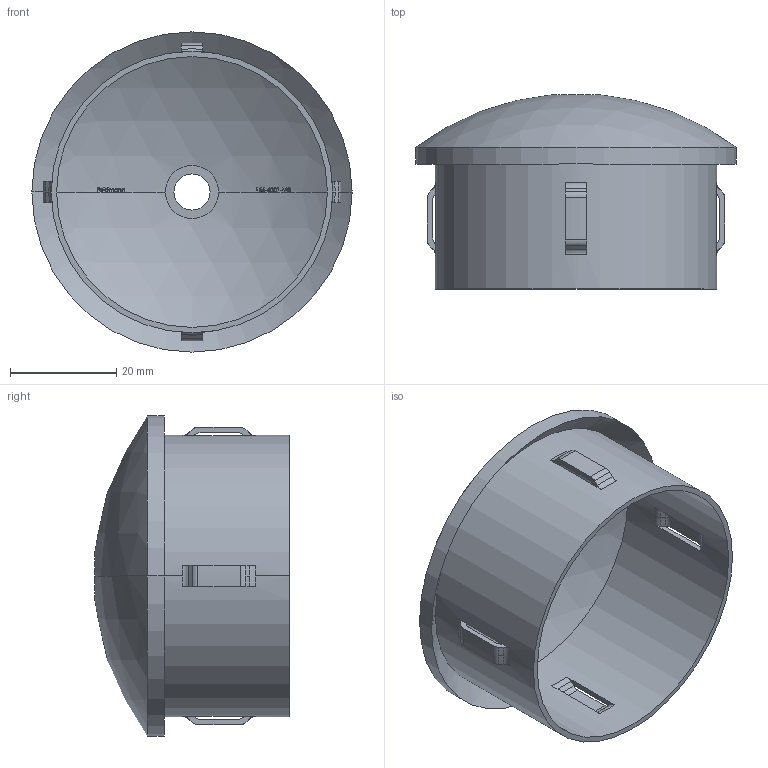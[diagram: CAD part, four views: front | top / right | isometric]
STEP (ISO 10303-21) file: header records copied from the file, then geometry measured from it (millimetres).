
FILE_DESCRIPTION (( 'STEP AP203' ), '1' );
FILE_NAME ('166-6001-M8.step', '2019-09-13T12:01:53', ( '' ), ( '' ), 'SwSTEP 2.0', 'SolidWorks 2015', '' );
FILE_SCHEMA (( 'CONFIG_CONTROL_DESIGN' ));
Length unit declared in the file: millimetre
Products named in the file (1): 166-6001-M8
Bounding box: 60.3 x 36.61 x 60.3 mm (x, y, z)
Volume: 12373.6 mm3; surface area: 15981 mm2
Topology: 1 solids, 1 shells, 358 faces, 998 edges, 642 vertices
Faces by surface type: plane 114, bspline 110, sphere 52, torus 40, cone 22, cylinder 20
Entity records: 16415 total; most frequent: CARTESIAN_POINT 7871, ORIENTED_EDGE 1996, DIRECTION 1482, EDGE_CURVE 998, VERTEX_POINT 642, AXIS2_PLACEMENT_3D 603, EDGE_LOOP 376, B_SPLINE_CURVE_WITH_KNOTS 368
